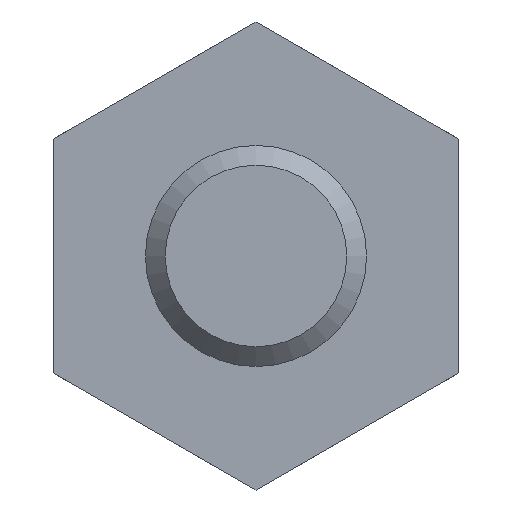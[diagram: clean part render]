
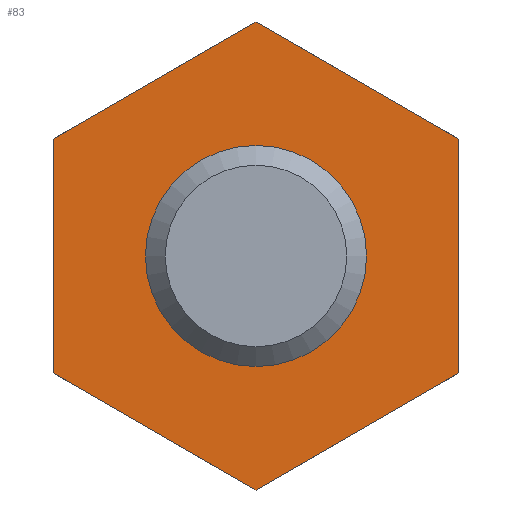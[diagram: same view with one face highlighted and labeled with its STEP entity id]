
A CAD part, front view. The second image highlights one B-rep face of the part: STEP entity #83.
In plain terms, the highlighted planar face has unit normal (0, -1, 0).
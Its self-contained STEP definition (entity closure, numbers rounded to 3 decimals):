
#83 = ADVANCED_FACE( '', ( #175, #176 ), #177, .F. );
#175 = FACE_BOUND( '', #270, .T. );
#176 = FACE_OUTER_BOUND( '', #271, .T. );
#177 = PLANE( '', #272 );
#270 = EDGE_LOOP( '', ( #430 ) );
#271 = EDGE_LOOP( '', ( #431, #432, #433, #434, #435, #436 ) );
#272 = AXIS2_PLACEMENT_3D( '', #437, #438, #439 );
#430 = ORIENTED_EDGE( '', *, *, #574, .F. );
#431 = ORIENTED_EDGE( '', *, *, #585, .T. );
#432 = ORIENTED_EDGE( '', *, *, #576, .T. );
#433 = ORIENTED_EDGE( '', *, *, #546, .T. );
#434 = ORIENTED_EDGE( '', *, *, #586, .T. );
#435 = ORIENTED_EDGE( '', *, *, #557, .T. );
#436 = ORIENTED_EDGE( '', *, *, #587, .T. );
#437 = CARTESIAN_POINT( '', ( 13.6, 0., 0. ) );
#438 = DIRECTION( '', ( 0., 1., 0. ) );
#439 = DIRECTION( '', ( 0., 0., 1. ) );
#546 = EDGE_CURVE( '', #644, #642, #645, .T. );
#557 = EDGE_CURVE( '', #662, #660, #663, .T. );
#574 = EDGE_CURVE( '', #687, #687, #688, .T. );
#576 = EDGE_CURVE( '', #690, #644, #691, .T. );
#585 = EDGE_CURVE( '', #702, #690, #703, .T. );
#586 = EDGE_CURVE( '', #642, #662, #704, .T. );
#587 = EDGE_CURVE( '', #660, #702, #705, .T. );
#642 = VERTEX_POINT( '', #783 );
#644 = VERTEX_POINT( '', #786 );
#645 = LINE( '', #787, #788 );
#660 = VERTEX_POINT( '', #808 );
#662 = VERTEX_POINT( '', #811 );
#663 = LINE( '', #812, #813 );
#687 = VERTEX_POINT( '', #859 );
#688 = CIRCLE( '', #860, 4.8 );
#690 = VERTEX_POINT( '', #862 );
#691 = LINE( '', #863, #864 );
#702 = VERTEX_POINT( '', #878 );
#703 = LINE( '', #879, #880 );
#704 = LINE( '', #881, #882 );
#705 = LINE( '', #883, #884 );
#783 = CARTESIAN_POINT( '', ( 0., 0., -12.702 ) );
#786 = CARTESIAN_POINT( '', ( -11., 0., -6.351 ) );
#787 = CARTESIAN_POINT( '', ( 4.7, 0., -15.415 ) );
#788 = VECTOR( '', #942, 1000. );
#808 = CARTESIAN_POINT( '', ( 11., 0., 6.351 ) );
#811 = CARTESIAN_POINT( '', ( 11., 0., -6.351 ) );
#812 = CARTESIAN_POINT( '', ( 11., 0., 0. ) );
#813 = VECTOR( '', #955, 1000. );
#859 = CARTESIAN_POINT( '', ( 0., 0., -4.8 ) );
#860 = AXIS2_PLACEMENT_3D( '', #968, #969, #970 );
#862 = CARTESIAN_POINT( '', ( -11., 0., 6.351 ) );
#863 = CARTESIAN_POINT( '', ( -11., 0., 0. ) );
#864 = VECTOR( '', #971, 1000. );
#878 = CARTESIAN_POINT( '', ( 0., 0., 12.702 ) );
#879 = CARTESIAN_POINT( '', ( 4.7, 0., 15.415 ) );
#880 = VECTOR( '', #981, 1000. );
#881 = CARTESIAN_POINT( '', ( 15.7, 0., -3.637 ) );
#882 = VECTOR( '', #982, 1000. );
#883 = CARTESIAN_POINT( '', ( 15.7, 0., 3.637 ) );
#884 = VECTOR( '', #983, 1000. );
#942 = DIRECTION( '', ( 0.866, 0., -0.5 ) );
#955 = DIRECTION( '', ( 0., 0., 1. ) );
#968 = CARTESIAN_POINT( '', ( 0., 0., 0. ) );
#969 = DIRECTION( '', ( 0., -1., 0. ) );
#970 = DIRECTION( '', ( 0., 0., -1. ) );
#971 = DIRECTION( '', ( 0., 0., -1. ) );
#981 = DIRECTION( '', ( -0.866, 0., -0.5 ) );
#982 = DIRECTION( '', ( 0.866, 0., 0.5 ) );
#983 = DIRECTION( '', ( -0.866, 0., 0.5 ) );
